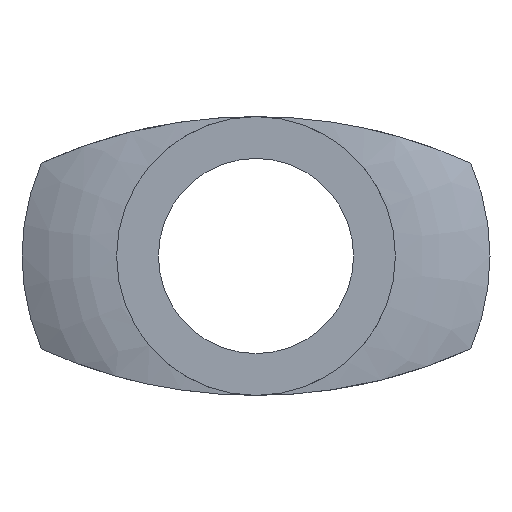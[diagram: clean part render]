
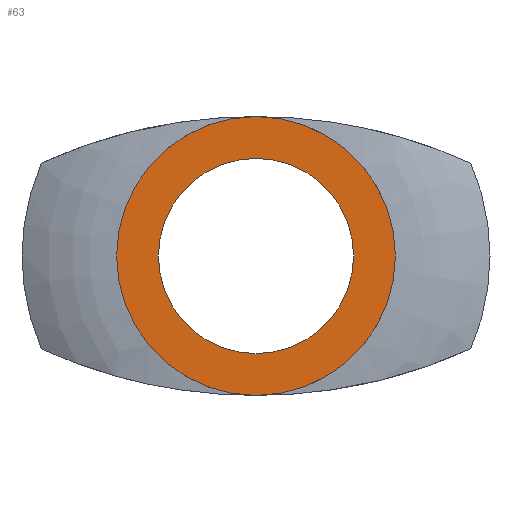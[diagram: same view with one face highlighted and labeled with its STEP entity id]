
A CAD part, left-side view. The second image highlights one B-rep face of the part: STEP entity #63.
In plain terms, the highlighted planar face has unit normal (-1, 0, 0).
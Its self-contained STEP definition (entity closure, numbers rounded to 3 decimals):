
#63=ADVANCED_FACE('',(#100,#101),#102,.T.);
#100=FACE_BOUND('',#138,.T.);
#101=FACE_OUTER_BOUND('',#139,.T.);
#102=PLANE('',#140);
#138=EDGE_LOOP('',(#276,#277));
#139=EDGE_LOOP('',(#278,#279));
#140=AXIS2_PLACEMENT_3D('',#280,#281,#282);
#276=ORIENTED_EDGE('',*,*,#304,.T.);
#277=ORIENTED_EDGE('',*,*,#305,.T.);
#278=ORIENTED_EDGE('',*,*,#292,.T.);
#279=ORIENTED_EDGE('',*,*,#325,.T.);
#280=CARTESIAN_POINT('',(-34.75,0.,0.0));
#281=DIRECTION('',(-1.0,0.,0.0));
#282=DIRECTION('',(0.,1.0,0.0));
#292=EDGE_CURVE('',#338,#344,#346,.T.);
#304=EDGE_CURVE('',#364,#368,#370,.T.);
#305=EDGE_CURVE('',#368,#364,#371,.T.);
#325=EDGE_CURVE('',#344,#338,#397,.T.);
#338=VERTEX_POINT('',#412);
#344=VERTEX_POINT('',#419);
#346=CIRCLE('',#422,7.0);
#364=VERTEX_POINT('',#444);
#368=VERTEX_POINT('',#449);
#370=CIRCLE('',#452,4.9);
#371=CIRCLE('',#453,4.9);
#397=CIRCLE('',#617,7.0);
#412=CARTESIAN_POINT('',(-34.75,7.0,0.0));
#419=CARTESIAN_POINT('',(-34.75,-7.0,0.));
#422=AXIS2_PLACEMENT_3D('',#638,#639,#640);
#444=CARTESIAN_POINT('',(-34.75,4.9,0.0));
#449=CARTESIAN_POINT('',(-34.75,-4.9,0.));
#452=AXIS2_PLACEMENT_3D('',#662,#663,#664);
#453=AXIS2_PLACEMENT_3D('',#665,#666,#667);
#617=AXIS2_PLACEMENT_3D('',#697,#698,#699);
#638=CARTESIAN_POINT('',(-34.75,0.,0.0));
#639=DIRECTION('',(-1.0,0.,0.0));
#640=DIRECTION('',(0.,1.0,0.0));
#662=CARTESIAN_POINT('',(-34.75,0.,0.0));
#663=DIRECTION('',(1.0,0.,0.0));
#664=DIRECTION('',(0.,1.0,0.0));
#665=CARTESIAN_POINT('',(-34.75,0.,0.0));
#666=DIRECTION('',(1.0,0.,0.0));
#667=DIRECTION('',(0.,1.0,0.0));
#697=CARTESIAN_POINT('',(-34.75,0.,0.0));
#698=DIRECTION('',(-1.0,0.,0.0));
#699=DIRECTION('',(0.,1.0,0.0));
